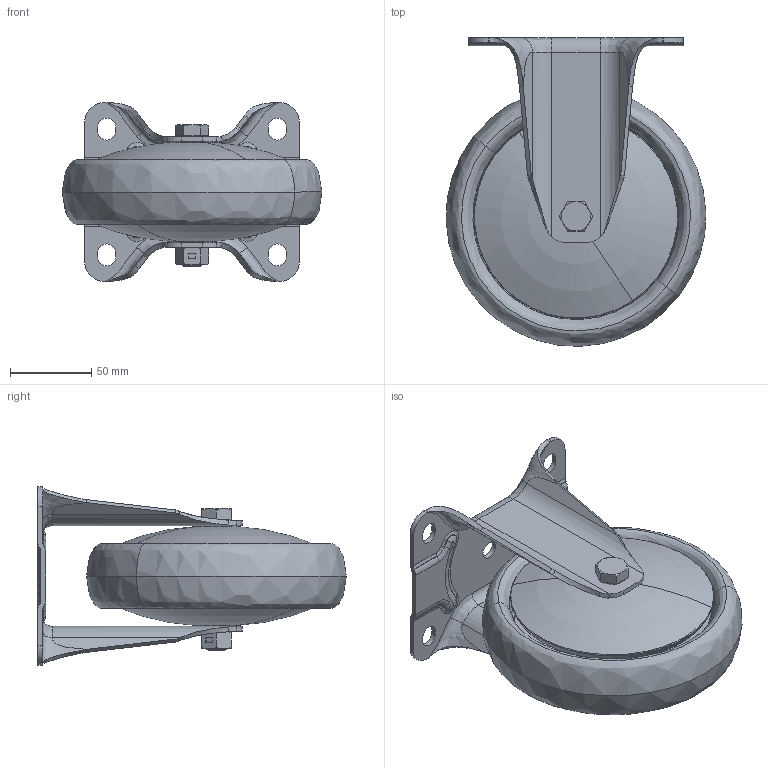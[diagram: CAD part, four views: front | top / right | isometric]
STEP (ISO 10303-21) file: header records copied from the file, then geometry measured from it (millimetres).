
FILE_DESCRIPTION (( 'STEP AP214' ), '1' );
FILE_NAME ('0055741.step', '2023-09-29T09:47:53', ( '' ), ( '' ), 'SwSTEP 2.0', 'SolidWorks 2020', '' );
FILE_SCHEMA (( 'AUTOMOTIVE_DESIGN' ));
Length unit declared in the file: millimetre
Products named in the file (1): 0055741
Bounding box: 159.89 x 189.95 x 110 mm (x, y, z)
Volume: 560202.3 mm3; surface area: 248520 mm2
Topology: 12 solids, 12 shells, 474 faces, 1074 edges, 632 vertices
Faces by surface type: bspline 132, plane 110, cylinder 96, torus 80, cone 56
Entity records: 29239 total; most frequent: CARTESIAN_POINT 13895, ORIENTED_EDGE 2148, DIRECTION 2020, EDGE_CURVE 1074, AXIS2_PLACEMENT_3D 833, VERTEX_POINT 632, EDGE_LOOP 516, CIRCLE 490
